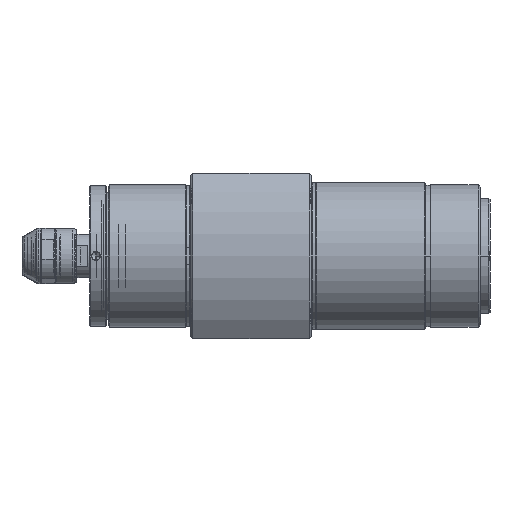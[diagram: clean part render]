
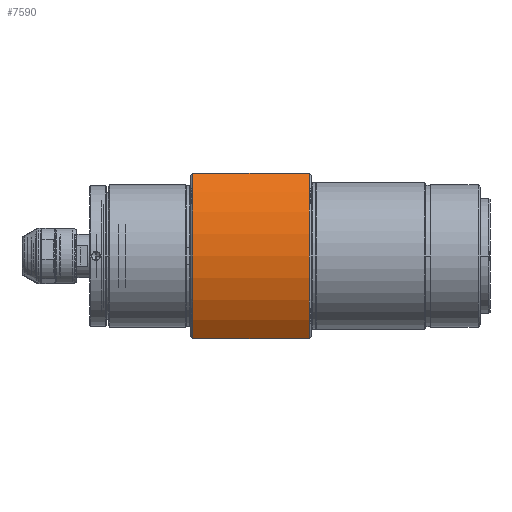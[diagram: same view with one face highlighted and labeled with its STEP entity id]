
A CAD part, front view. The second image highlights one B-rep face of the part: STEP entity #7590.
In plain terms, the highlighted cylindrical face has radius 28 mm (diameter 56 mm), a partial arc.
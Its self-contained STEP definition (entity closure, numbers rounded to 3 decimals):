
#113 = VERTEX_POINT ( 'NONE', #21419 ) ;
#807 = ORIENTED_EDGE ( 'NONE', *, *, #18249, .T. ) ;
#1327 = DIRECTION ( 'NONE',  ( 0., 0., -1. ) ) ;
#1445 = CARTESIAN_POINT ( 'NONE',  ( 18.8, 0., 0. ) ) ;
#2017 = ORIENTED_EDGE ( 'NONE', *, *, #10469, .T. ) ;
#3791 = DIRECTION ( 'NONE',  ( 0., 0., 1. ) ) ;
#4070 = AXIS2_PLACEMENT_3D ( 'NONE', #1445, #9360, #1327 ) ;
#4527 = DIRECTION ( 'NONE',  ( -1., 0., 0. ) ) ;
#4663 = CARTESIAN_POINT ( 'NONE',  ( 43.3, 0., 0. ) ) ;
#5677 = EDGE_CURVE ( 'NONE', #13062, #20326, #11970, .T. ) ;
#6402 = CARTESIAN_POINT ( 'NONE',  ( 79.3, -21.897, 17.45 ) ) ;
#6594 = ORIENTED_EDGE ( 'NONE', *, *, #19973, .T. ) ;
#7590 = ADVANCED_FACE ( 'NONE', ( #7750 ), #7623, .T. ) ;
#7623 = CYLINDRICAL_SURFACE ( 'NONE', #8135, 28. ) ;
#7750 = FACE_OUTER_BOUND ( 'NONE', #18162, .T. ) ;
#8135 = AXIS2_PLACEMENT_3D ( 'NONE', #21268, #11579, #3791 ) ;
#8287 = VECTOR ( 'NONE', #14059, 1000. ) ;
#9360 = DIRECTION ( 'NONE',  ( 1., 0., 0. ) ) ;
#10469 = EDGE_CURVE ( 'NONE', #13062, #21937, #23397, .T. ) ;
#11579 = DIRECTION ( 'NONE',  ( 1., 0., 0. ) ) ;
#11828 = CARTESIAN_POINT ( 'NONE',  ( 43.3, -21.897, 17.45 ) ) ;
#11970 = LINE ( 'NONE', #15907, #20789 ) ;
#13062 = VERTEX_POINT ( 'NONE', #18357 ) ;
#14059 = DIRECTION ( 'NONE',  ( -1., 0., 0. ) ) ;
#15330 = ORIENTED_EDGE ( 'NONE', *, *, #5677, .F. ) ;
#15907 = CARTESIAN_POINT ( 'NONE',  ( 79.3, -21.897, -17.45 ) ) ;
#16249 = DIRECTION ( 'NONE',  ( 0., 0., 1. ) ) ;
#17296 = AXIS2_PLACEMENT_3D ( 'NONE', #4663, #4527, #16249 ) ;
#17857 = LINE ( 'NONE', #6402, #8287 ) ;
#18162 = EDGE_LOOP ( 'NONE', ( #6594, #807, #15330, #2017 ) ) ;
#18249 = EDGE_CURVE ( 'NONE', #113, #20326, #22805, .T. ) ;
#18357 = CARTESIAN_POINT ( 'NONE',  ( 43.3, -21.897, -17.45 ) ) ;
#19345 = DIRECTION ( 'NONE',  ( -1., 0., 0. ) ) ;
#19973 = EDGE_CURVE ( 'NONE', #21937, #113, #17857, .T. ) ;
#20326 = VERTEX_POINT ( 'NONE', #23479 ) ;
#20789 = VECTOR ( 'NONE', #19345, 1000. ) ;
#21268 = CARTESIAN_POINT ( 'NONE',  ( 0., 0., 0. ) ) ;
#21419 = CARTESIAN_POINT ( 'NONE',  ( 18.8, -21.897, 17.45 ) ) ;
#21937 = VERTEX_POINT ( 'NONE', #11828 ) ;
#22805 = CIRCLE ( 'NONE', #4070, 28. ) ;
#23397 = CIRCLE ( 'NONE', #17296, 28. ) ;
#23479 = CARTESIAN_POINT ( 'NONE',  ( 18.8, -21.897, -17.45 ) ) ;
